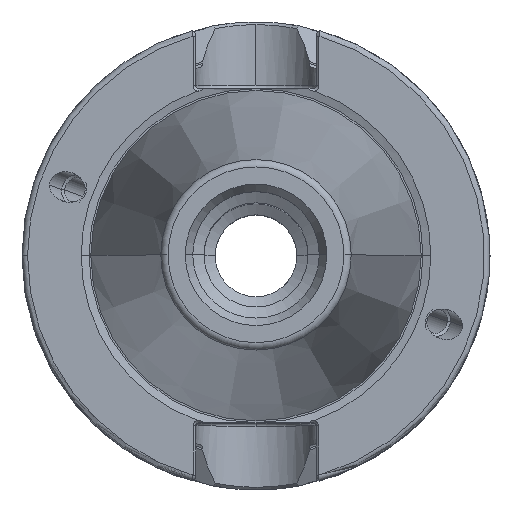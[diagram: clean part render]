
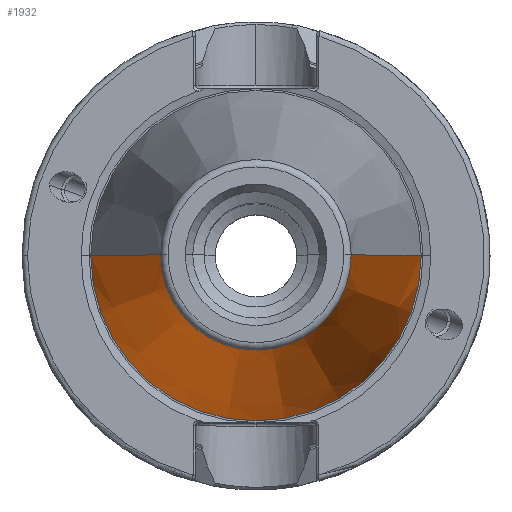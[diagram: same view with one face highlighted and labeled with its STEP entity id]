
A CAD part, top view. The second image highlights one B-rep face of the part: STEP entity #1932.
In plain terms, the highlighted conical face has half-angle 8.298 degrees and reference radius 12.687 mm.
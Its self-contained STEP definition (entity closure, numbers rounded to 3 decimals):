
#126 = CONICAL_SURFACE ( 'NONE', #5211, 12.687, 0.145 ) ;
#192 = DIRECTION ( 'NONE',  ( 0.144, 0., -0.99 ) ) ;
#219 = CIRCLE ( 'NONE', #1054, 22.225 ) ;
#550 = VECTOR ( 'NONE', #3210, 1000. ) ;
#729 = CARTESIAN_POINT ( 'NONE',  ( 22.225, 0., 0. ) ) ;
#747 = ORIENTED_EDGE ( 'NONE', *, *, #2228, .F. ) ;
#820 = VERTEX_POINT ( 'NONE', #6917 ) ;
#1054 = AXIS2_PLACEMENT_3D ( 'NONE', #6316, #7547, #3353 ) ;
#1332 = VERTEX_POINT ( 'NONE', #729 ) ;
#1479 = CARTESIAN_POINT ( 'NONE',  ( -12.687, 0., 65.4 ) ) ;
#1932 = ADVANCED_FACE ( 'NONE', ( #2394 ), #126, .T. ) ;
#2070 = LINE ( 'NONE', #1479, #550 ) ;
#2228 = EDGE_CURVE ( 'NONE', #1332, #3081, #219, .T. ) ;
#2394 = FACE_OUTER_BOUND ( 'NONE', #5673, .T. ) ;
#2481 = EDGE_CURVE ( 'NONE', #820, #4829, #6644, .T. ) ;
#3081 = VERTEX_POINT ( 'NONE', #5031 ) ;
#3135 = VECTOR ( 'NONE', #192, 1000. ) ;
#3210 = DIRECTION ( 'NONE',  ( -0.144, 0., -0.99 ) ) ;
#3333 = CARTESIAN_POINT ( 'NONE',  ( 0., 0., 65.4 ) ) ;
#3353 = DIRECTION ( 'NONE',  ( -1., 0., 0. ) ) ;
#4049 = DIRECTION ( 'NONE',  ( 0., 0., -1. ) ) ;
#4272 = EDGE_CURVE ( 'NONE', #4829, #3081, #2070, .T. ) ;
#4764 = AXIS2_PLACEMENT_3D ( 'NONE', #5867, #5905, #5953 ) ;
#4821 = ORIENTED_EDGE ( 'NONE', *, *, #6012, .F. ) ;
#4829 = VERTEX_POINT ( 'NONE', #6295 ) ;
#4905 = ORIENTED_EDGE ( 'NONE', *, *, #4272, .T. ) ;
#5031 = CARTESIAN_POINT ( 'NONE',  ( -22.225, 0., 0. ) ) ;
#5211 = AXIS2_PLACEMENT_3D ( 'NONE', #3333, #4049, #5869 ) ;
#5673 = EDGE_LOOP ( 'NONE', ( #4821, #7279, #4905, #747 ) ) ;
#5867 = CARTESIAN_POINT ( 'NONE',  ( 0., 0., 64.544 ) ) ;
#5869 = DIRECTION ( 'NONE',  ( -1., 0., 0. ) ) ;
#5905 = DIRECTION ( 'NONE',  ( 0., 0., -1. ) ) ;
#5953 = DIRECTION ( 'NONE',  ( 1., 0., 0. ) ) ;
#6012 = EDGE_CURVE ( 'NONE', #820, #1332, #6294, .T. ) ;
#6294 = LINE ( 'NONE', #7247, #3135 ) ;
#6295 = CARTESIAN_POINT ( 'NONE',  ( -12.812, 0., 64.544 ) ) ;
#6316 = CARTESIAN_POINT ( 'NONE',  ( 0., 0., 0. ) ) ;
#6644 = CIRCLE ( 'NONE', #4764, 12.812 ) ;
#6917 = CARTESIAN_POINT ( 'NONE',  ( 12.812, 0., 64.544 ) ) ;
#7247 = CARTESIAN_POINT ( 'NONE',  ( 12.687, 0., 65.4 ) ) ;
#7279 = ORIENTED_EDGE ( 'NONE', *, *, #2481, .T. ) ;
#7547 = DIRECTION ( 'NONE',  ( 0., 0., -1. ) ) ;
